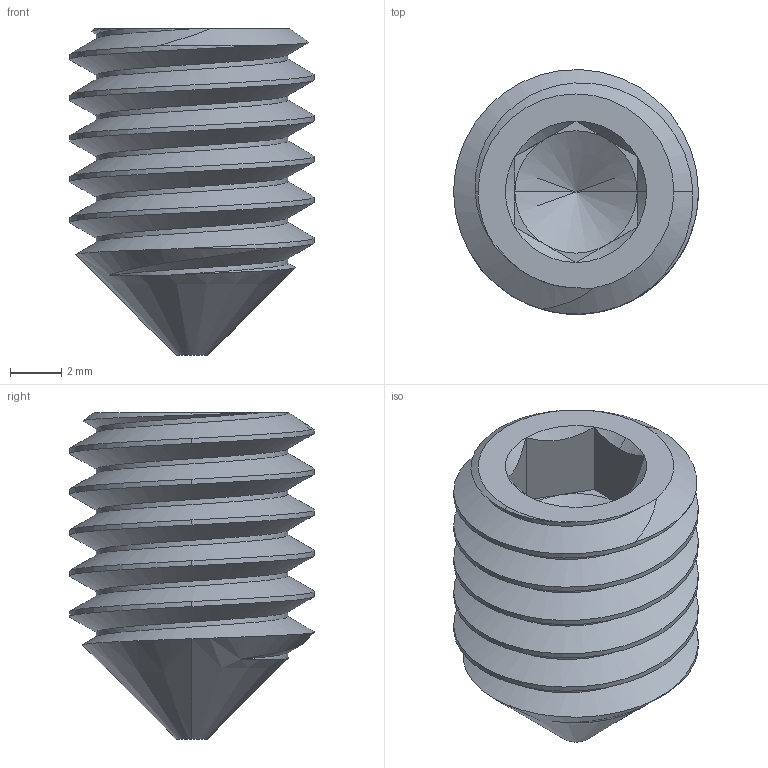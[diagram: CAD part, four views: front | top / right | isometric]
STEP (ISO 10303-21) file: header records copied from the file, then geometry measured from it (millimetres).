
FILE_DESCRIPTION (( 'STEP AP203' ), '1' );
FILE_NAME ('C006-352_92695A503_sldprt.STEP', '2016-06-02T17:07:29', ( 'Shusen Zhang' ), ( 'MathWorks' ), 'SwSTEP 2.0', 'SolidWorks 2015', '' );
FILE_SCHEMA (( 'CONFIG_CONTROL_DESIGN' ));
Length unit declared in the file: inch
Products named in the file (1): C006-352_92695A503_sldprt
Bounding box: 9.53 x 9.52 x 12.7 mm (x, y, z)
Volume: 525.1 mm3; surface area: 596.8 mm2
Topology: 1 solids, 1 shells, 42 faces, 100 edges, 59 vertices
Faces by surface type: cone 14, plane 14, cylinder 11, bspline 3
Entity records: 2599 total; most frequent: CARTESIAN_POINT 1672, ORIENTED_EDGE 196, DIRECTION 155, EDGE_CURVE 98, AXIS2_PLACEMENT_3D 60, VERTEX_POINT 59, EDGE_LOOP 43, ADVANCED_FACE 42
